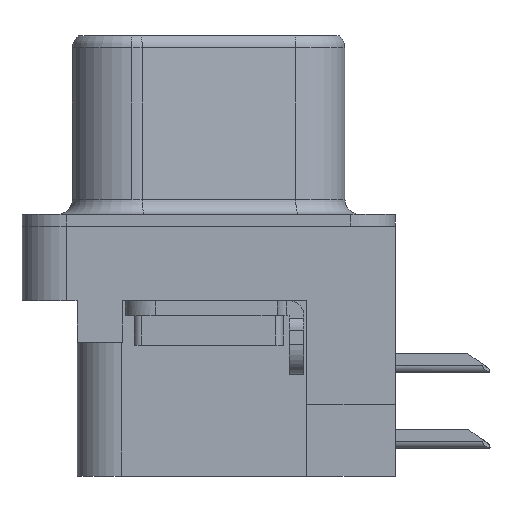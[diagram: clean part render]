
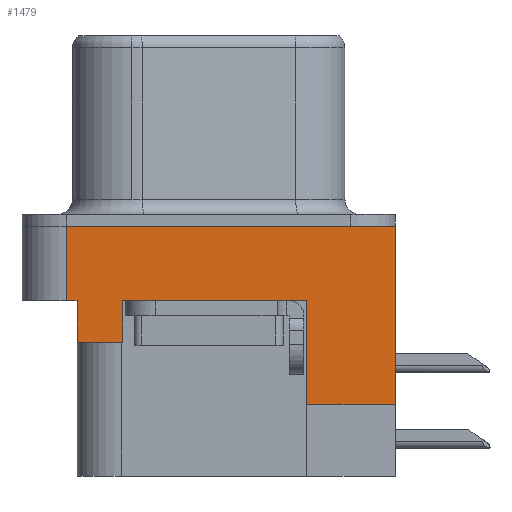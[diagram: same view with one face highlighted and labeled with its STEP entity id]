
A CAD part, left-side view. The second image highlights one B-rep face of the part: STEP entity #1479.
In plain terms, the highlighted planar face has unit normal (-1, 0, 0).
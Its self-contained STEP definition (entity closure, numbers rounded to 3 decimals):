
#164 = VECTOR ( 'NONE', #5491, 1000. ) ;
#175 = CARTESIAN_POINT ( 'NONE',  ( -2.935, -3.295, -2.5 ) ) ;
#281 = LINE ( 'NONE', #14160, #164 ) ;
#525 = VERTEX_POINT ( 'NONE', #18341 ) ;
#670 = VERTEX_POINT ( 'NONE', #12206 ) ;
#773 = EDGE_CURVE ( 'NONE', #6938, #8115, #7666, .T. ) ;
#917 = EDGE_CURVE ( 'NONE', #6919, #6938, #7435, .T. ) ;
#1128 = ORIENTED_EDGE ( 'NONE', *, *, #5811, .F. ) ;
#1479 = ADVANCED_FACE ( 'NONE', ( #13590 ), #11263, .T. ) ;
#1736 = VERTEX_POINT ( 'NONE', #2578 ) ;
#1921 = CARTESIAN_POINT ( 'NONE',  ( -2.935, -3.295, -6. ) ) ;
#2578 = CARTESIAN_POINT ( 'NONE',  ( -2.935, -6.275, 0. ) ) ;
#2689 = EDGE_CURVE ( 'NONE', #6919, #11880, #281, .T. ) ;
#2844 = CARTESIAN_POINT ( 'NONE',  ( -2.935, -3.295, -8.4 ) ) ;
#2971 = CARTESIAN_POINT ( 'NONE',  ( -2.935, 4.775, -2.5 ) ) ;
#3224 = EDGE_CURVE ( 'NONE', #5047, #670, #17935, .T. ) ;
#3993 = DIRECTION ( 'NONE',  ( 0., 1., 0. ) ) ;
#4858 = EDGE_CURVE ( 'NONE', #525, #10934, #14113, .T. ) ;
#5047 = VERTEX_POINT ( 'NONE', #2971 ) ;
#5063 = EDGE_CURVE ( 'NONE', #525, #1736, #13459, .T. ) ;
#5234 = CARTESIAN_POINT ( 'NONE',  ( -2.935, -6.275, -2.5 ) ) ;
#5491 = DIRECTION ( 'NONE',  ( 0., 1., 0. ) ) ;
#5499 = ORIENTED_EDGE ( 'NONE', *, *, #7944, .F. ) ;
#5659 = EDGE_CURVE ( 'NONE', #11856, #1736, #11994, .T. ) ;
#5811 = EDGE_CURVE ( 'NONE', #5047, #11856, #11616, .T. ) ;
#5838 = EDGE_CURVE ( 'NONE', #11880, #670, #11571, .T. ) ;
#6038 = CARTESIAN_POINT ( 'NONE',  ( -2.935, 4.425, -3.9 ) ) ;
#6080 = CARTESIAN_POINT ( 'NONE',  ( -2.935, -6.275, 0. ) ) ;
#6084 = AXIS2_PLACEMENT_3D ( 'NONE', #5234, #11170, #15783 ) ;
#6122 = DIRECTION ( 'NONE',  ( 0., -1., 0. ) ) ;
#6473 = ORIENTED_EDGE ( 'NONE', *, *, #4858, .F. ) ;
#6531 = DIRECTION ( 'NONE',  ( 0., 0., 1. ) ) ;
#6660 = ORIENTED_EDGE ( 'NONE', *, *, #917, .T. ) ;
#6919 = VERTEX_POINT ( 'NONE', #15811 ) ;
#6938 = VERTEX_POINT ( 'NONE', #14419 ) ;
#7351 = EDGE_LOOP ( 'NONE', ( #6473, #17190, #14442, #1128, #11429, #13456, #14749, #6660, #9426, #5499 ) ) ;
#7435 = LINE ( 'NONE', #8079, #10667 ) ;
#7666 = LINE ( 'NONE', #17299, #8686 ) ;
#7944 = EDGE_CURVE ( 'NONE', #10934, #8115, #8514, .T. ) ;
#8079 = CARTESIAN_POINT ( 'NONE',  ( -2.935, 2.895, -3.9 ) ) ;
#8115 = VERTEX_POINT ( 'NONE', #175 ) ;
#8243 = CARTESIAN_POINT ( 'NONE',  ( -2.935, -6.275, -2.5 ) ) ;
#8514 = LINE ( 'NONE', #2844, #8548 ) ;
#8548 = VECTOR ( 'NONE', #13074, 1000. ) ;
#8686 = VECTOR ( 'NONE', #11758, 1000. ) ;
#9426 = ORIENTED_EDGE ( 'NONE', *, *, #773, .T. ) ;
#10168 = DIRECTION ( 'NONE',  ( 0., -1., 0. ) ) ;
#10667 = VECTOR ( 'NONE', #6531, 1000. ) ;
#10934 = VERTEX_POINT ( 'NONE', #1921 ) ;
#11170 = DIRECTION ( 'NONE',  ( -1., 0., 0. ) ) ;
#11263 = PLANE ( 'NONE',  #6084 ) ;
#11429 = ORIENTED_EDGE ( 'NONE', *, *, #3224, .T. ) ;
#11543 = VECTOR ( 'NONE', #13913, 1000. ) ;
#11571 = LINE ( 'NONE', #12782, #11543 ) ;
#11616 = LINE ( 'NONE', #15312, #11694 ) ;
#11694 = VECTOR ( 'NONE', #15188, 1000. ) ;
#11757 = CARTESIAN_POINT ( 'NONE',  ( -2.935, 4.775, 0. ) ) ;
#11758 = DIRECTION ( 'NONE',  ( 0., -1., 0. ) ) ;
#11856 = VERTEX_POINT ( 'NONE', #11757 ) ;
#11880 = VERTEX_POINT ( 'NONE', #6038 ) ;
#11959 = VECTOR ( 'NONE', #6122, 1000. ) ;
#11994 = LINE ( 'NONE', #6080, #11959 ) ;
#12206 = CARTESIAN_POINT ( 'NONE',  ( -2.935, 4.425, -2.5 ) ) ;
#12782 = CARTESIAN_POINT ( 'NONE',  ( -2.935, 4.425, -3.9 ) ) ;
#13074 = DIRECTION ( 'NONE',  ( 0., 0., 1. ) ) ;
#13362 = VECTOR ( 'NONE', #15789, 1000. ) ;
#13456 = ORIENTED_EDGE ( 'NONE', *, *, #5838, .F. ) ;
#13459 = LINE ( 'NONE', #16820, #13362 ) ;
#13590 = FACE_OUTER_BOUND ( 'NONE', #7351, .T. ) ;
#13913 = DIRECTION ( 'NONE',  ( 0., 0., 1. ) ) ;
#13987 = VECTOR ( 'NONE', #3993, 1000. ) ;
#14113 = LINE ( 'NONE', #16247, #13987 ) ;
#14160 = CARTESIAN_POINT ( 'NONE',  ( -2.935, 4.425, -3.9 ) ) ;
#14419 = CARTESIAN_POINT ( 'NONE',  ( -2.935, 2.895, -2.5 ) ) ;
#14442 = ORIENTED_EDGE ( 'NONE', *, *, #5659, .F. ) ;
#14749 = ORIENTED_EDGE ( 'NONE', *, *, #2689, .F. ) ;
#15188 = DIRECTION ( 'NONE',  ( 0., 0., 1. ) ) ;
#15312 = CARTESIAN_POINT ( 'NONE',  ( -2.935, 4.775, -2.5 ) ) ;
#15783 = DIRECTION ( 'NONE',  ( 0., 0., 1. ) ) ;
#15789 = DIRECTION ( 'NONE',  ( 0., 0., 1. ) ) ;
#15811 = CARTESIAN_POINT ( 'NONE',  ( -2.935, 2.895, -3.9 ) ) ;
#16247 = CARTESIAN_POINT ( 'NONE',  ( -2.935, -6.495, -6. ) ) ;
#16820 = CARTESIAN_POINT ( 'NONE',  ( -2.935, -6.275, -2.5 ) ) ;
#17190 = ORIENTED_EDGE ( 'NONE', *, *, #5063, .T. ) ;
#17299 = CARTESIAN_POINT ( 'NONE',  ( -2.935, -6.275, -2.5 ) ) ;
#17935 = LINE ( 'NONE', #8243, #17974 ) ;
#17974 = VECTOR ( 'NONE', #10168, 1000. ) ;
#18341 = CARTESIAN_POINT ( 'NONE',  ( -2.935, -6.275, -6. ) ) ;
